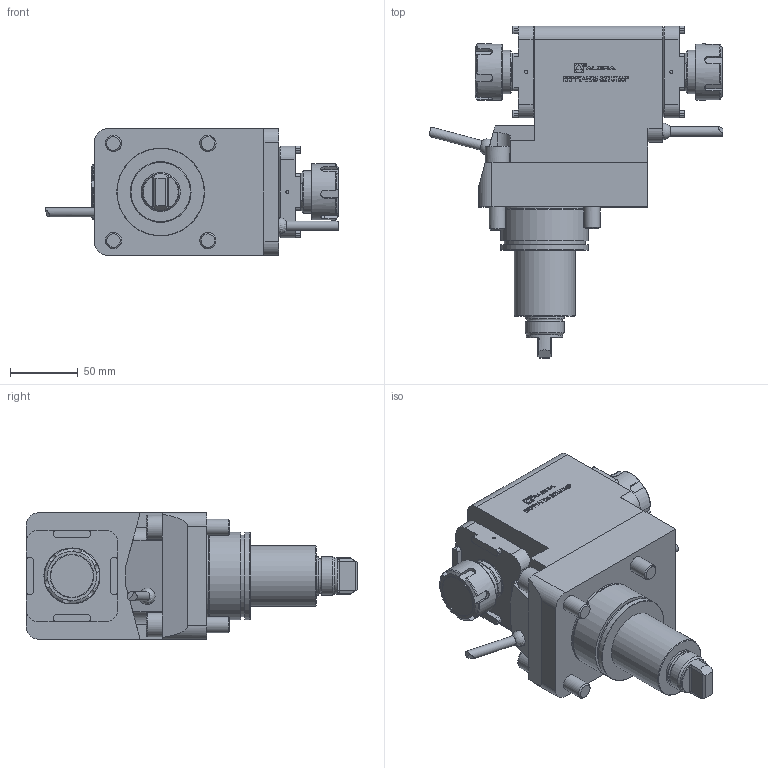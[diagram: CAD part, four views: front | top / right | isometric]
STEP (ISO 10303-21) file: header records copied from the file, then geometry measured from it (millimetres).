
FILE_DESCRIPTION (( 'STEP AP214' ), '1' );
FILE_NAME ('RRPPTAH25321UT65P.STEP', '2025-01-08T08:26:55', ( '' ), ( '' ), 'SwSTEP 2.0', 'SolidWorks 2023', '' );
FILE_SCHEMA (( 'AUTOMOTIVE_DESIGN' ));
Length unit declared in the file: millimetre
Products named in the file (1): RRPPTAH25321UT65P
Bounding box: 217.57 x 245.8 x 94 mm (x, y, z)
Volume: 1721296.2 mm3; surface area: 119261.1 mm2
Topology: 1 solids, 1 shells, 891 faces, 2382 edges, 1580 vertices
Faces by surface type: plane 501, bspline 203, cylinder 124, cone 34, torus 27, sphere 2
Full cylindrical faces by diameter (mm): 1.7 x1, 2.1 x1, 6.366 x1, 7 x2, 12 x4, 18 x2, 27 x1, 29 x2, 31.452 x2, 32 x2, 32.345 x2, 41.5 x2, 45 x1, 60.2 x1, 64.6 x1, 65 x2
Entity records: 42463 total; most frequent: CARTESIAN_POINT 18075, ORIENTED_EDGE 4622, DIRECTION 3484, EDGE_CURVE 2311, VERTEX_POINT 1557, VECTOR 1456, LINE 1456, EDGE_LOOP 1026
